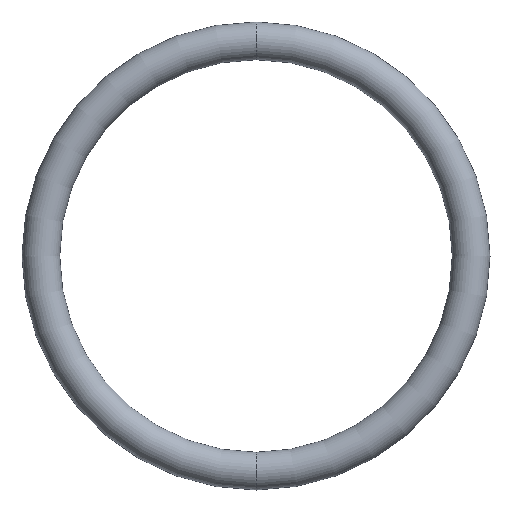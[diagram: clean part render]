
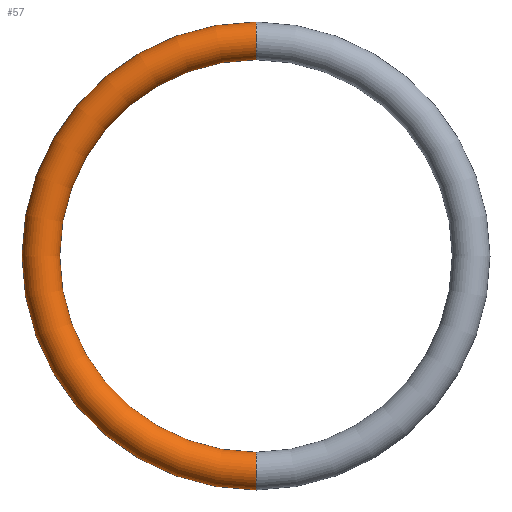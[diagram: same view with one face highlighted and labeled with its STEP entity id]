
A CAD part, front view. The second image highlights one B-rep face of the part: STEP entity #57.
In plain terms, the highlighted toroidal (fillet/blend) face has major radius 28.5 mm and minor radius 2.5 mm.
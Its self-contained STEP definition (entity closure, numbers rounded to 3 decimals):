
#2 = FACE_OUTER_BOUND ( 'NONE', #194, .T. ) ;
#9 = DIRECTION ( 'NONE',  ( 0., 0., 1. ) ) ;
#19 = DIRECTION ( 'NONE',  ( 1., 0., 0. ) ) ;
#28 = CIRCLE ( 'NONE', #33, 2.5 ) ;
#32 = CARTESIAN_POINT ( 'NONE',  ( 0., 0., 0. ) ) ;
#33 = AXIS2_PLACEMENT_3D ( 'NONE', #159, #114, #9 ) ;
#46 = CIRCLE ( 'NONE', #96, 26. ) ;
#57 = ADVANCED_FACE ( 'NONE', ( #2 ), #224, .T. ) ;
#62 = CARTESIAN_POINT ( 'NONE',  ( 0., 0., 28.5 ) ) ;
#80 = AXIS2_PLACEMENT_3D ( 'NONE', #32, #217, #104 ) ;
#88 = VERTEX_POINT ( 'NONE', #179 ) ;
#96 = AXIS2_PLACEMENT_3D ( 'NONE', #264, #202, #200 ) ;
#101 = CIRCLE ( 'NONE', #80, 31. ) ;
#102 = ORIENTED_EDGE ( 'NONE', *, *, #209, .F. ) ;
#104 = DIRECTION ( 'NONE',  ( 0., 0., -1. ) ) ;
#114 = DIRECTION ( 'NONE',  ( -1., 0., 0. ) ) ;
#117 = ORIENTED_EDGE ( 'NONE', *, *, #187, .T. ) ;
#118 = DIRECTION ( 'NONE',  ( 0., 0., -1. ) ) ;
#135 = EDGE_CURVE ( 'NONE', #88, #175, #101, .T. ) ;
#139 = CARTESIAN_POINT ( 'NONE',  ( 0., 0., -31. ) ) ;
#149 = EDGE_CURVE ( 'NONE', #163, #245, #46, .T. ) ;
#152 = CARTESIAN_POINT ( 'NONE',  ( 0., 0., 26. ) ) ;
#154 = ORIENTED_EDGE ( 'NONE', *, *, #149, .F. ) ;
#155 = DIRECTION ( 'NONE',  ( 0., 0., -1. ) ) ;
#158 = CARTESIAN_POINT ( 'NONE',  ( 0., 0., -26. ) ) ;
#159 = CARTESIAN_POINT ( 'NONE',  ( 0., 0., -28.5 ) ) ;
#163 = VERTEX_POINT ( 'NONE', #152 ) ;
#175 = VERTEX_POINT ( 'NONE', #139 ) ;
#179 = CARTESIAN_POINT ( 'NONE',  ( 0., 0., 31. ) ) ;
#187 = EDGE_CURVE ( 'NONE', #175, #245, #28, .T. ) ;
#194 = EDGE_LOOP ( 'NONE', ( #102, #252, #117, #154 ) ) ;
#200 = DIRECTION ( 'NONE',  ( 0., 0., -1. ) ) ;
#202 = DIRECTION ( 'NONE',  ( 0., -1., 0. ) ) ;
#209 = EDGE_CURVE ( 'NONE', #88, #163, #265, .T. ) ;
#217 = DIRECTION ( 'NONE',  ( 0., -1., 0. ) ) ;
#218 = AXIS2_PLACEMENT_3D ( 'NONE', #219, #258, #155 ) ;
#219 = CARTESIAN_POINT ( 'NONE',  ( 0., 0., 0. ) ) ;
#224 = TOROIDAL_SURFACE ( 'NONE', #218, 28.5, 2.5 ) ;
#236 = AXIS2_PLACEMENT_3D ( 'NONE', #62, #19, #118 ) ;
#245 = VERTEX_POINT ( 'NONE', #158 ) ;
#252 = ORIENTED_EDGE ( 'NONE', *, *, #135, .T. ) ;
#258 = DIRECTION ( 'NONE',  ( 0., -1., 0. ) ) ;
#264 = CARTESIAN_POINT ( 'NONE',  ( 0., 0., 0. ) ) ;
#265 = CIRCLE ( 'NONE', #236, 2.5 ) ;
